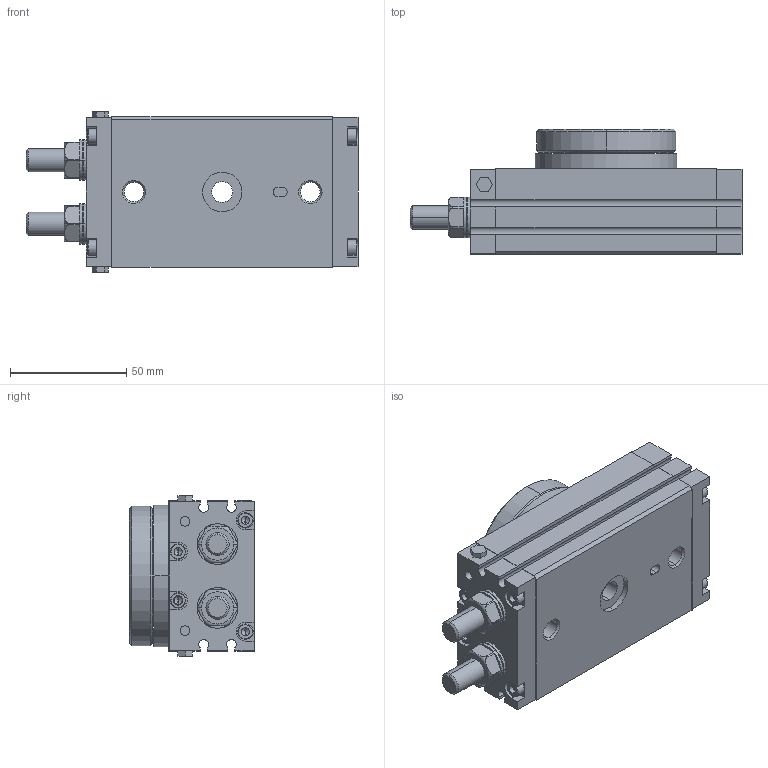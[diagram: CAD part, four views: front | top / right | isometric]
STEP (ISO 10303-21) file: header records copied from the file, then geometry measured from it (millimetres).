
FILE_DESCRIPTION (( 'STEP AP214' ), '1' );
FILE_NAME ('J20MD-M.step', '2017-07-18T19:54:40', ( '' ), ( '' ), 'SwSTEP 2.0', 'SolidWorks 2017', '' );
FILE_SCHEMA (( 'AUTOMOTIVE_DESIGN' ));
Length unit declared in the file: millimetre
Products named in the file (4): J20MD-M_M4_91290A138; J20MD-M_table; J20MD-M_BODY; J20MD-M
Assembly tree (8 placements, depth 2):
  J20MD-M
    J20MD-M_BODY
    J20MD-M_table
    J20MD-M_M4_91290A138  x6
Bounding box: 143 x 54 x 69 mm (x, y, z)
Volume: 306094.1 mm3; surface area: 54544.8 mm2
Topology: 8 solids, 8 shells, 695 faces, 1737 edges, 1102 vertices
Faces by surface type: cylinder 320, plane 211, cone 146, bspline 12, torus 6
Entity records: 13446 total; most frequent: CARTESIAN_POINT 3410, DIRECTION 2092, ORIENTED_EDGE 1978, EDGE_CURVE 989, AXIS2_PLACEMENT_3D 782, VERTEX_POINT 637, VECTOR 528, LINE 528
